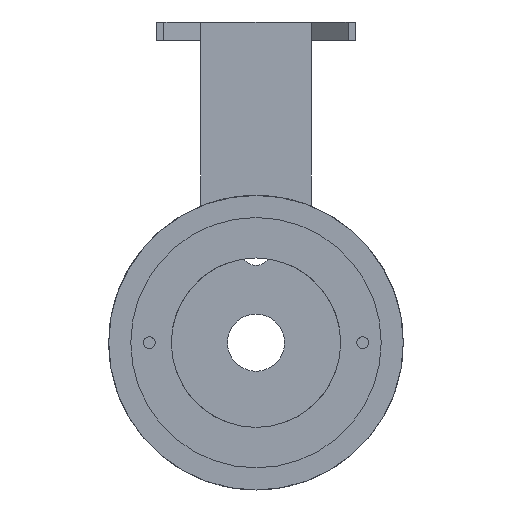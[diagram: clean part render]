
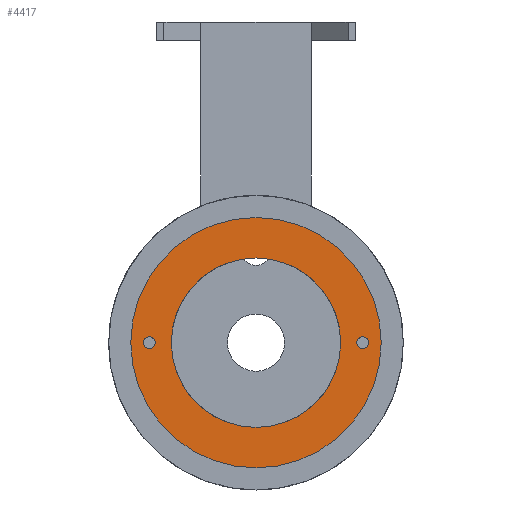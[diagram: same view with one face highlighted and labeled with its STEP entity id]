
A CAD part, left-side view. The second image highlights one B-rep face of the part: STEP entity #4417.
In plain terms, the highlighted planar face has unit normal (-1, 0, 0).
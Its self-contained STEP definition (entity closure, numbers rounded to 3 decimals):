
#1502=CARTESIAN_POINT('',(22.,0.,0.));
#1503=DIRECTION('',(-1.,0.,0.));
#1504=DIRECTION('',(0.,1.,0.));
#1505=AXIS2_PLACEMENT_3D('',#1502,#1503,#1504);
#1507=CARTESIAN_POINT('',(22.,0.,0.));
#1508=DIRECTION('',(-1.,0.,0.));
#1509=DIRECTION('',(0.,-1.,0.));
#1510=AXIS2_PLACEMENT_3D('',#1507,#1508,#1509);
#1512=CARTESIAN_POINT('',(22.,-29.,0.));
#1513=DIRECTION('',(1.,0.,0.));
#1514=DIRECTION('',(0.,-1.,0.));
#1515=AXIS2_PLACEMENT_3D('',#1512,#1513,#1514);
#1517=CARTESIAN_POINT('',(22.,-29.,0.));
#1518=DIRECTION('',(1.,0.,0.));
#1519=DIRECTION('',(0.,1.,0.));
#1520=AXIS2_PLACEMENT_3D('',#1517,#1518,#1519);
#1522=CARTESIAN_POINT('',(22.,29.,0.));
#1523=DIRECTION('',(-1.,0.,0.));
#1524=DIRECTION('',(0.,1.,0.));
#1525=AXIS2_PLACEMENT_3D('',#1522,#1523,#1524);
#1527=CARTESIAN_POINT('',(22.,29.,0.));
#1528=DIRECTION('',(-1.,0.,0.));
#1529=DIRECTION('',(0.,-1.,0.));
#1530=AXIS2_PLACEMENT_3D('',#1527,#1528,#1529);
#1532=CARTESIAN_POINT('',(22.,0.,0.));
#1533=DIRECTION('',(1.,0.,0.));
#1534=DIRECTION('',(0.,-1.,0.));
#1535=AXIS2_PLACEMENT_3D('',#1532,#1533,#1534);
#1541=CARTESIAN_POINT('',(22.,0.,0.));
#1542=DIRECTION('',(1.,0.,0.));
#1543=DIRECTION('',(0.,1.,0.));
#1544=AXIS2_PLACEMENT_3D('',#1541,#1542,#1543);
#1820=CARTESIAN_POINT('',(22.,23.,0.));
#1821=CARTESIAN_POINT('',(22.,-23.,0.));
#1822=VERTEX_POINT('',#1820);
#1823=VERTEX_POINT('',#1821);
#1824=CARTESIAN_POINT('',(22.,-38.,0.));
#1825=CARTESIAN_POINT('',(22.,38.,0.));
#1826=VERTEX_POINT('',#1824);
#1827=VERTEX_POINT('',#1825);
#2124=CARTESIAN_POINT('',(22.,-30.6,0.));
#2125=CARTESIAN_POINT('',(22.,-27.4,0.));
#2126=VERTEX_POINT('',#2124);
#2127=VERTEX_POINT('',#2125);
#2133=CARTESIAN_POINT('',(22.,30.6,0.));
#2135=VERTEX_POINT('',#2133);
#2137=CARTESIAN_POINT('',(22.,27.4,0.));
#2139=VERTEX_POINT('',#2137);
#4391=CARTESIAN_POINT('',(22.,0.,0.));
#4392=DIRECTION('',(1.,0.,0.));
#4393=DIRECTION('',(0.,1.,0.));
#4394=AXIS2_PLACEMENT_3D('',#4391,#4392,#4393);
#4395=PLANE('',#4394);
#4397=ORIENTED_EDGE('',*,*,#4396,.T.);
#4399=ORIENTED_EDGE('',*,*,#4398,.T.);
#4400=EDGE_LOOP('',(#4397,#4399));
#4401=FACE_OUTER_BOUND('',#4400,.F.);
#4402=ORIENTED_EDGE('',*,*,#3060,.T.);
#4403=ORIENTED_EDGE('',*,*,#2750,.T.);
#4404=EDGE_LOOP('',(#4402,#4403));
#4405=FACE_BOUND('',#4404,.F.);
#4406=ORIENTED_EDGE('',*,*,#4381,.F.);
#4408=ORIENTED_EDGE('',*,*,#4407,.F.);
#4409=EDGE_LOOP('',(#4406,#4408));
#4410=FACE_BOUND('',#4409,.F.);
#4412=ORIENTED_EDGE('',*,*,#4411,.T.);
#4414=ORIENTED_EDGE('',*,*,#4413,.T.);
#4415=EDGE_LOOP('',(#4412,#4414));
#4416=FACE_BOUND('',#4415,.F.);
#4417=ADVANCED_FACE('',(#4401,#4405,#4410,#4416),#4395,.F.);
#1506=CIRCLE('',#1505,23.);
#1511=CIRCLE('',#1510,23.);
#1516=CIRCLE('',#1515,1.6);
#1521=CIRCLE('',#1520,1.6);
#1526=CIRCLE('',#1525,1.6);
#1531=CIRCLE('',#1530,1.6);
#1536=CIRCLE('',#1535,38.);
#1545=CIRCLE('',#1544,38.);
#2750=EDGE_CURVE('',#1823,#1822,#1511,.T.);
#3060=EDGE_CURVE('',#1822,#1823,#1506,.T.);
#4381=EDGE_CURVE('',#2126,#2127,#1516,.T.);
#4396=EDGE_CURVE('',#1826,#1827,#1536,.T.);
#4398=EDGE_CURVE('',#1827,#1826,#1545,.T.);
#4407=EDGE_CURVE('',#2127,#2126,#1521,.T.);
#4411=EDGE_CURVE('',#2135,#2139,#1526,.T.);
#4413=EDGE_CURVE('',#2139,#2135,#1531,.T.);
